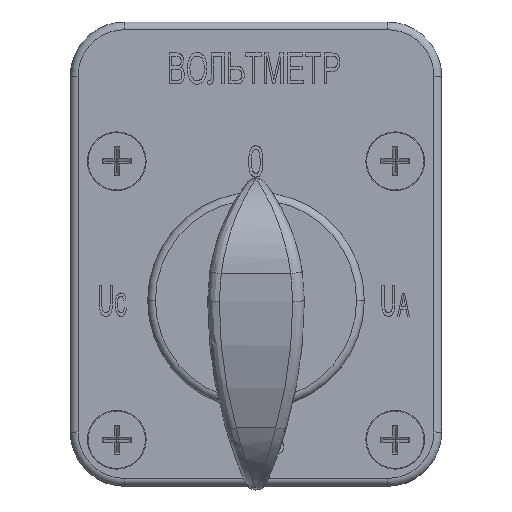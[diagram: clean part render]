
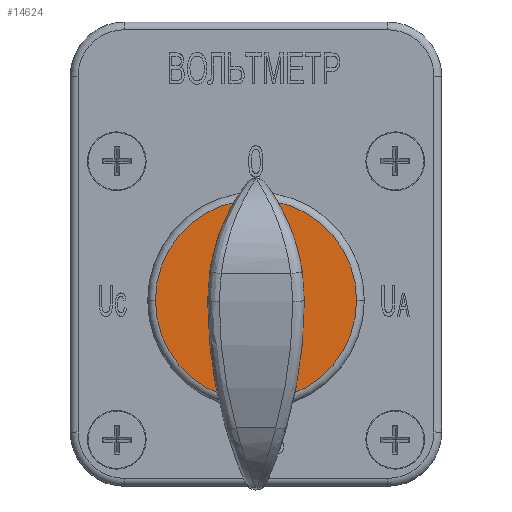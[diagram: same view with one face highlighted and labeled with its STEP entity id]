
A CAD part, top view. The second image highlights one B-rep face of the part: STEP entity #14624.
In plain terms, the highlighted planar face has unit normal (0, 0, 1).
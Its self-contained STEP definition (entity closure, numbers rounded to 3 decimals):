
#730 = VERTEX_POINT ( 'NONE', #19174 ) ;
#1838 = CIRCLE ( 'NONE', #8026, 13. ) ;
#3102 = DIRECTION ( 'NONE',  ( 0., 0., 1. ) ) ;
#4250 = VERTEX_POINT ( 'NONE', #17674 ) ;
#5590 = CIRCLE ( 'NONE', #13426, 13. ) ;
#6337 = CARTESIAN_POINT ( 'NONE',  ( 0., 0., 14.8 ) ) ;
#6957 = EDGE_LOOP ( 'NONE', ( #8030, #20895 ) ) ;
#7681 = DIRECTION ( 'NONE',  ( 0., 0., 1. ) ) ;
#8026 = AXIS2_PLACEMENT_3D ( 'NONE', #6337, #18748, #8126 ) ;
#8030 = ORIENTED_EDGE ( 'NONE', *, *, #21076, .T. ) ;
#8126 = DIRECTION ( 'NONE',  ( 1., 0., 0. ) ) ;
#11959 = AXIS2_PLACEMENT_3D ( 'NONE', #16509, #7681, #20082 ) ;
#12522 = EDGE_CURVE ( 'NONE', #730, #4250, #5590, .T. ) ;
#13426 = AXIS2_PLACEMENT_3D ( 'NONE', #13577, #3102, #15402 ) ;
#13577 = CARTESIAN_POINT ( 'NONE',  ( 0., 0., 14.8 ) ) ;
#14624 = ADVANCED_FACE ( 'NONE', ( #21309 ), #14692, .T. ) ;
#14692 = PLANE ( 'NONE',  #11959 ) ;
#15402 = DIRECTION ( 'NONE',  ( 1., 0., 0. ) ) ;
#16509 = CARTESIAN_POINT ( 'NONE',  ( 0., 0., 14.8 ) ) ;
#17674 = CARTESIAN_POINT ( 'NONE',  ( 13., 0., 14.8 ) ) ;
#18748 = DIRECTION ( 'NONE',  ( 0., 0., 1. ) ) ;
#19174 = CARTESIAN_POINT ( 'NONE',  ( -13., 0., 14.8 ) ) ;
#20082 = DIRECTION ( 'NONE',  ( 1., 0., 0. ) ) ;
#20895 = ORIENTED_EDGE ( 'NONE', *, *, #12522, .T. ) ;
#21076 = EDGE_CURVE ( 'NONE', #4250, #730, #1838, .T. ) ;
#21309 = FACE_OUTER_BOUND ( 'NONE', #6957, .T. ) ;
